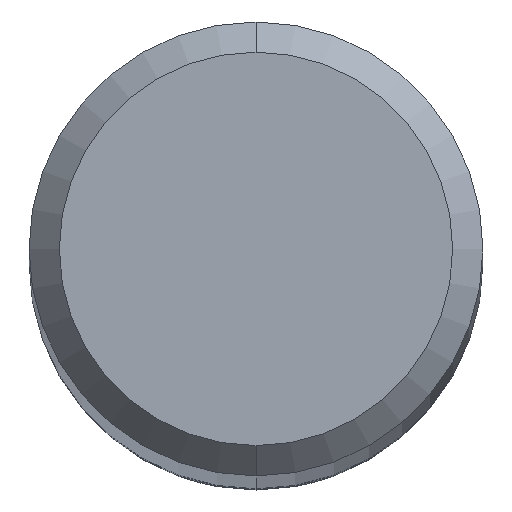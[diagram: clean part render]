
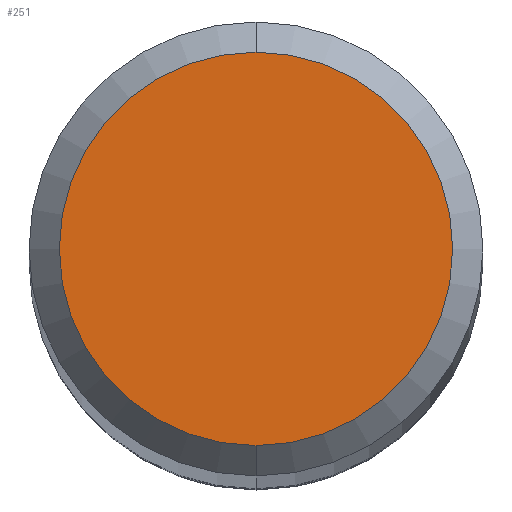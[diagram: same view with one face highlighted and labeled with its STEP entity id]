
A CAD part, top view. The second image highlights one B-rep face of the part: STEP entity #251.
In plain terms, the highlighted planar face has unit normal (0, 0, 1).
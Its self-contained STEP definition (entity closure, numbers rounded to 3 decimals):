
#197=VERTEX_POINT('',#501);
#211=VERTEX_POINT('',#520);
#251=ADVANCED_FACE('',(#564),#565,.T.);
#253=EDGE_CURVE('',#211,#197,#567,.T.);
#361=EDGE_CURVE('',#197,#211,#689,.T.);
#501=CARTESIAN_POINT('',(0.,-2.6,0.0));
#520=CARTESIAN_POINT('',(0.0,2.6,0.0));
#564=FACE_OUTER_BOUND('',#1012,.T.);
#565=PLANE('',#1013);
#567=CIRCLE('',#1016,2.6);
#689=CIRCLE('',#1205,2.6);
#1012=EDGE_LOOP('',(#1548,#1549));
#1013=AXIS2_PLACEMENT_3D('',#1550,#1551,#1552);
#1016=AXIS2_PLACEMENT_3D('',#1553,#1554,#1555);
#1205=AXIS2_PLACEMENT_3D('',#1695,#1696,#1697);
#1548=ORIENTED_EDGE('',*,*,#253,.F.);
#1549=ORIENTED_EDGE('',*,*,#361,.F.);
#1550=CARTESIAN_POINT('',(0.0,1.3,0.0));
#1551=DIRECTION('',(-0.0,0.0,1.0));
#1552=DIRECTION('',(0.0,-1.0,0.0));
#1553=CARTESIAN_POINT('',(0.0,0.0,0.0));
#1554=DIRECTION('',(0.0,0.0,-1.0));
#1555=DIRECTION('',(0.0,1.0,0.0));
#1695=CARTESIAN_POINT('',(0.0,0.0,0.0));
#1696=DIRECTION('',(0.0,0.0,-1.0));
#1697=DIRECTION('',(0.0,1.0,0.0));
